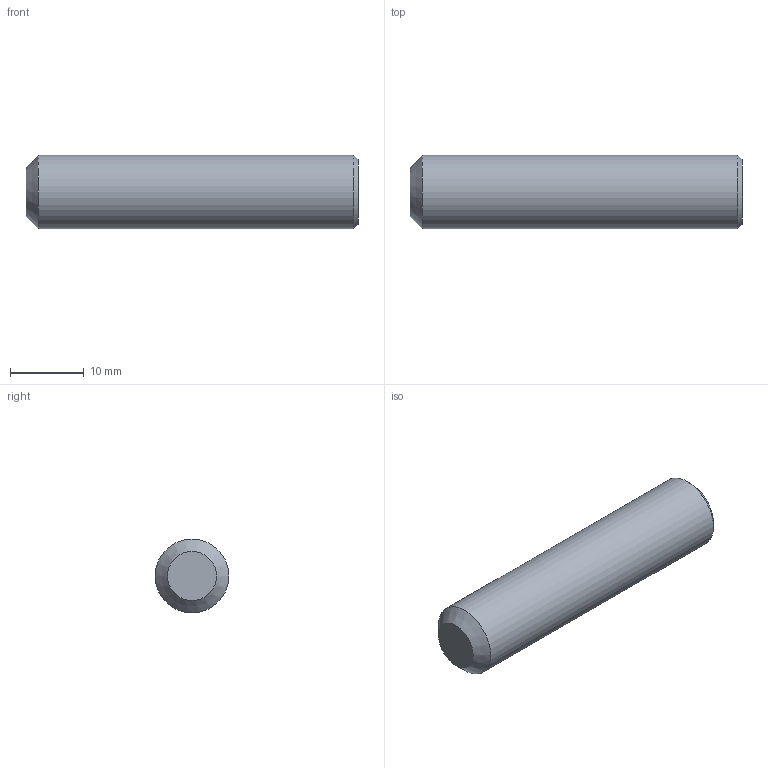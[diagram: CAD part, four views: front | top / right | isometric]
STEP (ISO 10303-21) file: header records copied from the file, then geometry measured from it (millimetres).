
FILE_DESCRIPTION (( 'STEP AP203' ), '1' );
FILE_NAME ('58301-240-45.step', '2019-12-16T13:58:21', ( '' ), ( '' ), 'SwSTEP 2.0', 'SolidWorks 2015', '' );
FILE_SCHEMA (( 'CONFIG_CONTROL_DESIGN' ));
Length unit declared in the file: millimetre
Products named in the file (2): 58301-240-45
Bounding box: 45 x 10 x 10 mm (x, y, z)
Volume: 3349.7 mm3; surface area: 1633.3 mm2
Topology: 1 solids, 1 shells, 296 faces, 788 edges, 524 vertices
Faces by surface type: plane 158, bspline 134, cone 3, cylinder 1
Full cylindrical faces by diameter (mm): 10 x1
Entity records: 17259 total; most frequent: CARTESIAN_POINT 10677, ORIENTED_EDGE 1562, DIRECTION 851, EDGE_CURVE 781, VERTEX_POINT 520, VECTOR 503, LINE 503, EDGE_LOOP 329
